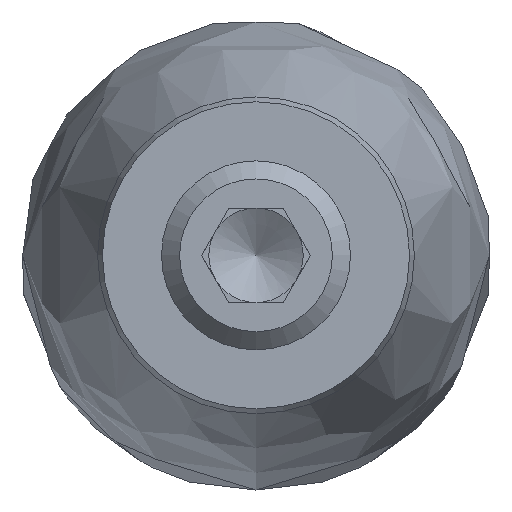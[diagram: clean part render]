
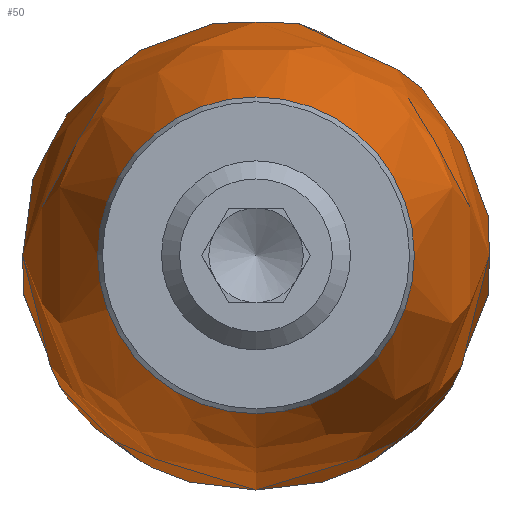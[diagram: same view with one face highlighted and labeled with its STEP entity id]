
A CAD part, left-side view. The second image highlights one B-rep face of the part: STEP entity #50.
In plain terms, the highlighted free-form (B-spline) face has degree [3, 3] with [4, 7] control points.
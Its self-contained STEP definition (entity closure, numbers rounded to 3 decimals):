
#50 = ADVANCED_FACE( '', ( #113, #114 ), #115, .T. );
#113 = FACE_OUTER_BOUND( '', #196, .T. );
#114 = FACE_OUTER_BOUND( '', #197, .T. );
#115 = ( BOUNDED_SURFACE(  )B_SPLINE_SURFACE( 3, 3, ( ( #200, #201, #202, #203, #204, #205, #206 ), ( #207, #208, #209, #210, #211, #212, #213 ), ( #214, #215, #216, #217, #218, #219, #220 ), ( #221, #222, #223, #224, #225, #226, #227 ) ), .UNSPECIFIED., .F., .T., .F. )B_SPLINE_SURFACE_WITH_KNOTS( ( 4, 4 ), ( 4, 3, 4 ), ( 0., 6.283 ), ( -0.406, 0.091, 0.588 ), .UNSPECIFIED. )GEOMETRIC_REPRESENTATION_ITEM(  )RATIONAL_B_SPLINE_SURFACE( ( ( 1., 0.333, 0.333, 1., 0.333, 0.333, 1. ), ( 0.919, 0.306, 0.306, 0.919, 0.306, 0.306, 0.919 ), ( 0.919, 0.306, 0.306, 0.919, 0.306, 0.306, 0.919 ), ( 1., 0.333, 0.333, 1., 0.333, 0.333, 1. ) ) )REPRESENTATION_ITEM( '' )SURFACE(  ) );
#196 = EDGE_LOOP( '', ( #317 ) );
#197 = EDGE_LOOP( '', ( #318 ) );
#200 = CARTESIAN_POINT( '', ( 62.467, 0., -3.197 ) );
#201 = CARTESIAN_POINT( '', ( 62.467, 6.394, -3.197 ) );
#202 = CARTESIAN_POINT( '', ( 62.467, 6.394, 3.197 ) );
#203 = CARTESIAN_POINT( '', ( 62.467, 0., 3.197 ) );
#204 = CARTESIAN_POINT( '', ( 62.467, -6.394, 3.197 ) );
#205 = CARTESIAN_POINT( '', ( 62.467, -6.394, -3.197 ) );
#206 = CARTESIAN_POINT( '', ( 62.467, 0., -3.197 ) );
#207 = CARTESIAN_POINT( '', ( 50.814, 0., -10.966 ) );
#208 = CARTESIAN_POINT( '', ( 50.814, 21.933, -10.966 ) );
#209 = CARTESIAN_POINT( '', ( 50.814, 21.933, 10.966 ) );
#210 = CARTESIAN_POINT( '', ( 50.814, 0., 10.966 ) );
#211 = CARTESIAN_POINT( '', ( 50.814, -21.933, 10.966 ) );
#212 = CARTESIAN_POINT( '', ( 50.814, -21.933, -10.966 ) );
#213 = CARTESIAN_POINT( '', ( 50.814, 0., -10.966 ) );
#214 = CARTESIAN_POINT( '', ( 36.866, 0., -12.239 ) );
#215 = CARTESIAN_POINT( '', ( 36.866, 24.477, -12.239 ) );
#216 = CARTESIAN_POINT( '', ( 36.866, 24.477, 12.239 ) );
#217 = CARTESIAN_POINT( '', ( 36.866, 0., 12.239 ) );
#218 = CARTESIAN_POINT( '', ( 36.866, -24.477, 12.239 ) );
#219 = CARTESIAN_POINT( '', ( 36.866, -24.477, -12.239 ) );
#220 = CARTESIAN_POINT( '', ( 36.866, 0., -12.239 ) );
#221 = CARTESIAN_POINT( '', ( 24., 0., -6.706 ) );
#222 = CARTESIAN_POINT( '', ( 24., 13.411, -6.706 ) );
#223 = CARTESIAN_POINT( '', ( 24., 13.411, 6.706 ) );
#224 = CARTESIAN_POINT( '', ( 24., 0., 6.706 ) );
#225 = CARTESIAN_POINT( '', ( 24., -13.411, 6.706 ) );
#226 = CARTESIAN_POINT( '', ( 24., -13.411, -6.706 ) );
#227 = CARTESIAN_POINT( '', ( 24., 0., -6.706 ) );
#317 = ORIENTED_EDGE( '', *, *, #474, .T. );
#318 = ORIENTED_EDGE( '', *, *, #475, .F. );
#474 = EDGE_CURVE( '', #544, #544, #545, .T. );
#475 = EDGE_CURVE( '', #546, #546, #547, .T. );
#544 = VERTEX_POINT( '', #637 );
#545 = CIRCLE( '', #638, 6.706 );
#546 = VERTEX_POINT( '', #639 );
#547 = CIRCLE( '', #640, 3.197 );
#637 = CARTESIAN_POINT( '', ( 24., 0., -6.706 ) );
#638 = AXIS2_PLACEMENT_3D( '', #731, #732, #733 );
#639 = CARTESIAN_POINT( '', ( 62.467, 0., -3.197 ) );
#640 = AXIS2_PLACEMENT_3D( '', #734, #735, #736 );
#731 = CARTESIAN_POINT( '', ( 24., 0., 0. ) );
#732 = DIRECTION( '', ( 1., 0., 0. ) );
#733 = DIRECTION( '', ( 0., 0., -1. ) );
#734 = CARTESIAN_POINT( '', ( 62.467, 0., 0. ) );
#735 = DIRECTION( '', ( 1., 0., 0. ) );
#736 = DIRECTION( '', ( 0., 0., -1. ) );
